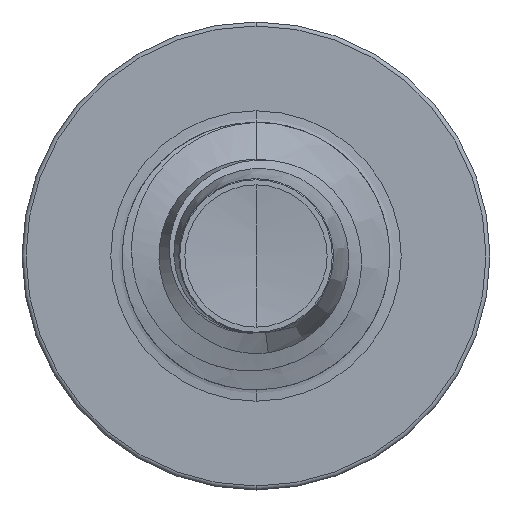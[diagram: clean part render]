
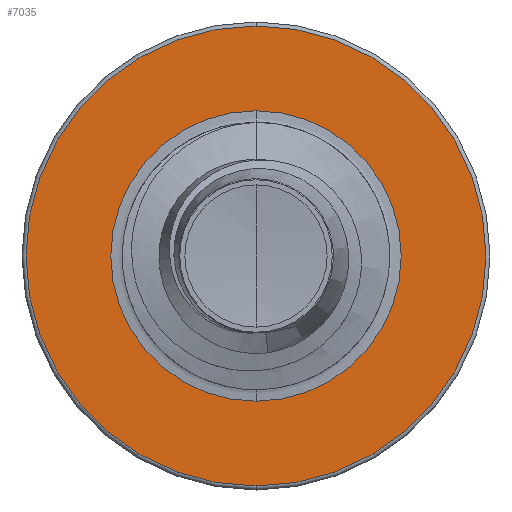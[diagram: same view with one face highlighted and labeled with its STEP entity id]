
A CAD part, front view. The second image highlights one B-rep face of the part: STEP entity #7035.
In plain terms, the highlighted planar face has unit normal (0, -1, 0).
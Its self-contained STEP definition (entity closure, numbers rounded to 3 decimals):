
#1189 = ORIENTED_EDGE ( 'NONE', *, *, #12440, .T. ) ;
#1285 = ORIENTED_EDGE ( 'NONE', *, *, #13111, .T. ) ;
#1510 = CARTESIAN_POINT ( 'NONE',  ( 0., 5., 1.72 ) ) ;
#1971 = CARTESIAN_POINT ( 'NONE',  ( 0., 5., -1.086 ) ) ;
#2573 = VERTEX_POINT ( 'NONE', #1510 ) ;
#2728 = CARTESIAN_POINT ( 'NONE',  ( 0., 5., 0. ) ) ;
#3224 = DIRECTION ( 'NONE',  ( 0., 1., 0. ) ) ;
#3863 = AXIS2_PLACEMENT_3D ( 'NONE', #10174, #3224, #10849 ) ;
#4421 = FACE_BOUND ( 'NONE', #9663, .T. ) ;
#4466 = DIRECTION ( 'NONE',  ( 0., 0., 1. ) ) ;
#4569 = CARTESIAN_POINT ( 'NONE',  ( 0., 5., 0. ) ) ;
#4664 = VERTEX_POINT ( 'NONE', #7572 ) ;
#5141 = DIRECTION ( 'NONE',  ( 0., 0., 1. ) ) ;
#5607 = DIRECTION ( 'NONE',  ( 0., 1., 0. ) ) ;
#6046 = DIRECTION ( 'NONE',  ( 0., 0., 1. ) ) ;
#7035 = ADVANCED_FACE ( 'NONE', ( #11970, #4421 ), #9532, .F. ) ;
#7268 = VERTEX_POINT ( 'NONE', #13007 ) ;
#7572 = CARTESIAN_POINT ( 'NONE',  ( 0., 5., 1.086 ) ) ;
#7584 = CARTESIAN_POINT ( 'NONE',  ( 0., 5., -1.086 ) ) ;
#7837 = CIRCLE ( 'NONE', #3863, 1.72 ) ;
#8920 = EDGE_CURVE ( 'NONE', #7268, #2573, #7837, .T. ) ;
#9532 = PLANE ( 'NONE',  #9710 ) ;
#9663 = EDGE_LOOP ( 'NONE', ( #1285, #1189 ) ) ;
#9710 = AXIS2_PLACEMENT_3D ( 'NONE', #7584, #10961, #5141 ) ;
#9874 = AXIS2_PLACEMENT_3D ( 'NONE', #2728, #10640, #4466 ) ;
#9951 = CIRCLE ( 'NONE', #11967, 1.086 ) ;
#10174 = CARTESIAN_POINT ( 'NONE',  ( 0., 5., 0. ) ) ;
#10640 = DIRECTION ( 'NONE',  ( 0., 1., 0. ) ) ;
#10789 = CIRCLE ( 'NONE', #11694, 1.72 ) ;
#10849 = DIRECTION ( 'NONE',  ( 0., 0., 1. ) ) ;
#10961 = DIRECTION ( 'NONE',  ( 0., 1., 0. ) ) ;
#11182 = CARTESIAN_POINT ( 'NONE',  ( 0., 5., 0. ) ) ;
#11386 = DIRECTION ( 'NONE',  ( 0., 1., 0. ) ) ;
#11492 = VERTEX_POINT ( 'NONE', #1971 ) ;
#11495 = ORIENTED_EDGE ( 'NONE', *, *, #8920, .F. ) ;
#11694 = AXIS2_PLACEMENT_3D ( 'NONE', #4569, #11386, #6046 ) ;
#11835 = DIRECTION ( 'NONE',  ( 0., 0., 1. ) ) ;
#11855 = EDGE_LOOP ( 'NONE', ( #12046, #11495 ) ) ;
#11967 = AXIS2_PLACEMENT_3D ( 'NONE', #11182, #5607, #11835 ) ;
#11970 = FACE_OUTER_BOUND ( 'NONE', #11855, .T. ) ;
#12046 = ORIENTED_EDGE ( 'NONE', *, *, #12613, .F. ) ;
#12440 = EDGE_CURVE ( 'NONE', #11492, #4664, #12736, .T. ) ;
#12613 = EDGE_CURVE ( 'NONE', #2573, #7268, #10789, .T. ) ;
#12736 = CIRCLE ( 'NONE', #9874, 1.086 ) ;
#13007 = CARTESIAN_POINT ( 'NONE',  ( 0., 5., -1.72 ) ) ;
#13111 = EDGE_CURVE ( 'NONE', #4664, #11492, #9951, .T. ) ;
